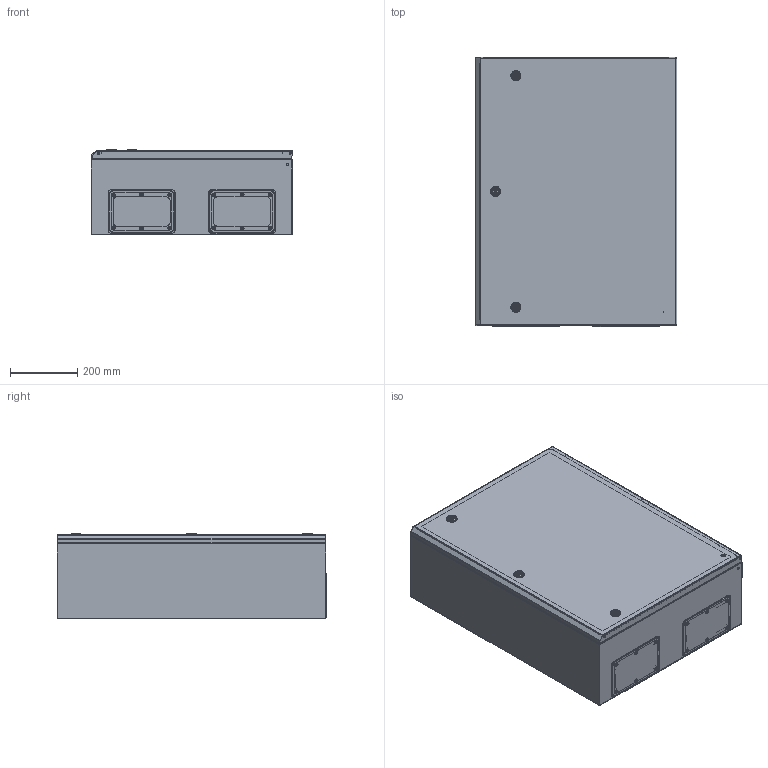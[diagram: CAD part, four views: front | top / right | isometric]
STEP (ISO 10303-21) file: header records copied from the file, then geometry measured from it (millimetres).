
FILE_DESCRIPTION (( 'STEP AP203' ), '1' );
FILE_NAME ('ÙÌÏã- 80.60.25 êàá ôëàíåö IP65 EKF PROxima.STEP', '2022-12-08T08:04:45', ( '' ), ( '' ), 'SwSTEP 2.0', 'SolidWorks 2021', '' );
FILE_SCHEMA (( 'CONFIG_CONTROL_DESIGN' ));
Length unit declared in the file: millimetre
Products named in the file (22): ﾌﾈ-2000.00.00.001 ﾂ粽蓖鵫 瑙褻 ﾘﾌﾏﾃ; ﾌﾈ-2021.02.00.001 ﾄ粢; Îñü ïåòëè 4õ52_‚¨­â A.M4x0,5x40 ƒŽ‘’ 11644-75; Øïèëüêà ïðèâàðíàÿ Ì6õ20 DIN 13918; ÌÈ-2021.01.01.001 Ñòåíêà çàäíÿÿ; Ïåòëÿ íà äâåðü ï-îáðàçíàÿ; ﾌﾈ-2000.00.00.000 ﾂ粽蓖鵫 瑙褻 ﾘﾌﾏﾃ; ÓÊíà äâåðüÌÈ-2021; ÌÈ-2021.02.00.000 Äâåðü â ñáîðå; rivet 02_din1_DIN 660-5x8-St-A-2; ÌÈ-2021.01.01.000 Ñòåíêà çàäíÿÿ â ñáîðå ; 蚘 縺 鐏鳧氀; Øïèëüêà Ì6õ12; ÌÈ-453.00.00.001 Ïàíåëü ìîíòàæíàÿ; hex flange nut_din1_Hexagon Flange Nut DIN 6923 - M6 - N; ÌÈ-2021.01.00.000 Êîðïóñ â ñáîðå; ÌÈ-2021.01.00.001 Ñòåíêà âåðõíÿÿ; Çàìîê áîëüøîé; Íàâåñêà íà êîðïóñ ïîä êëåïêó; countersunk flat head cross recess screw_din12_DIN EN ISO 7046-1 - M4 x 10 - Z - 10N; ÙÌÏã- 80.60.25 êàá ôëàíåö IP65 EKF PROxima; ÌÈ-2021.01.00.001 Ñòåíêà âåðõíÿÿ_‘â. ­¨¦­ïï 
Assembly tree (54 placements, depth 4):
  ÙÌÏã- 80.60.25 êàá ôëàíåö IP65 EKF PROxima
    ÌÈ-2021.01.00.000 Êîðïóñ â ñáîðå
      ÌÈ-2021.01.01.000 Ñòåíêà çàäíÿÿ â ñáîðå 
        ÌÈ-2021.01.01.001 Ñòåíêà çàäíÿÿ
        Øïèëüêà Ì6õ12
        Øïèëüêà ïðèâàðíàÿ Ì6õ20 DIN 13918  x4
      ÌÈ-2021.01.00.001 Ñòåíêà âåðõíÿÿ
      ÌÈ-2021.01.00.001 Ñòåíêà âåðõíÿÿ_‘â. ­¨¦­ïï 
    ÌÈ-2021.02.00.000 Äâåðü â ñáîðå
      ﾌﾈ-2021.02.00.001 ﾄ粢
      ÓÊíà äâåðüÌÈ-2021
      Çàìîê áîëüøîé  x3
      Ïåòëÿ íà äâåðü ï-îáðàçíàÿ  x3
    ÌÈ-453.00.00.001 Ïàíåëü ìîíòàæíàÿ
    Íàâåñêà íà êîðïóñ ïîä êëåïêó  x3
    rivet 02_din1_DIN 660-5x8-St-A-2  x6
    Îñü ïåòëè 4õ52_‚¨­â A.M4x0,5x40 ƒŽ‘’ 11644-75  x3
    ﾌﾈ-2000.00.00.000 ﾂ粽蓖鵫 瑙褻 ﾘﾌﾏﾃ  x2
      ﾌﾈ-2000.00.00.001 ﾂ粽蓖鵫 瑙褻 ﾘﾌﾏﾃ
      蚘 縺 鐏鳧氀
    hex flange nut_din1_Hexagon Flange Nut DIN 6923 - M6 - N  x6
    countersunk flat head cross recess screw_din12_DIN EN ISO 7046-1 - M4 x 10 - Z - 10N  x12
Bounding box: 600.8 x 803.8 x 256.34 mm (x, y, z)
Volume: 3470893.2 mm3; surface area: 4568486.3 mm2
Topology: 51 solids, 66 shells, 1930 faces, 4529 edges, 2759 vertices
Faces by surface type: plane 909, cylinder 540, cone 256, torus 154, bspline 71
Entity records: 28341 total; most frequent: CARTESIAN_POINT 6022, DIRECTION 4104, ORIENTED_EDGE 3838, EDGE_CURVE 1919, AXIS2_PLACEMENT_3D 1518, VERTEX_POINT 1174, LINE 1068, VECTOR 1068
